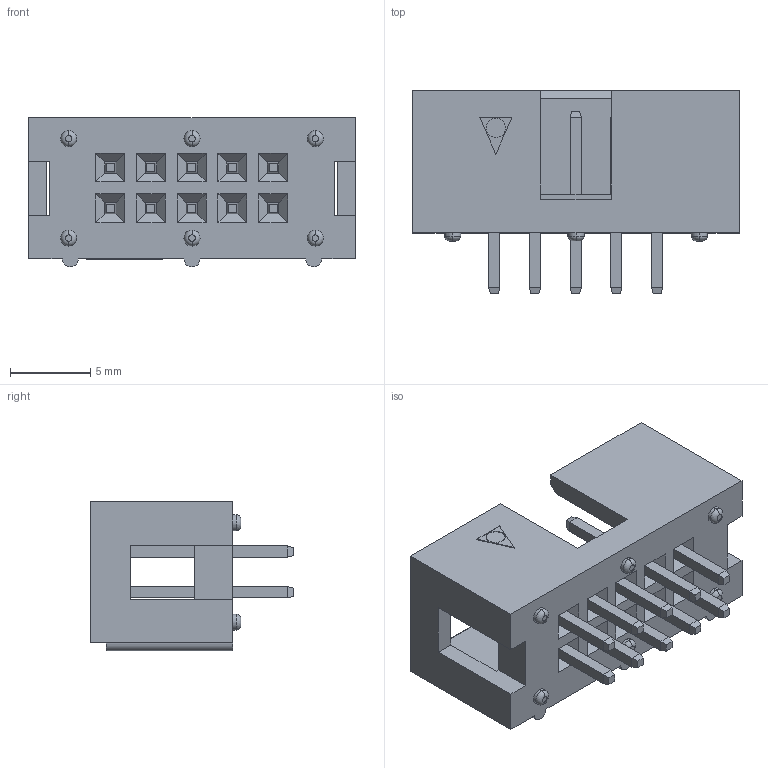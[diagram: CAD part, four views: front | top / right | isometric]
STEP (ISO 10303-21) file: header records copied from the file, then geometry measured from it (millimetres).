
FILE_DESCRIPTION (( 'STEP AP214' ), '1' );
FILE_NAME ('User Library-IDC-10MS.STEP', '2018-10-22T21:32:37', ( '' ), ( '' ), 'SwSTEP 2.0', 'SolidWorks 2018', '' );
FILE_SCHEMA (( 'AUTOMOTIVE_DESIGN' ));
Length unit declared in the file: millimetre
Products named in the file (3): User Library-IDC-10MS_Case IDC-10MS___ _________; User Library-IDC-10MS_Pin 1___ _________; User Library-IDC-10MS
Assembly tree (11 placements, depth 2):
  User Library-IDC-10MS
    User Library-IDC-10MS_Case IDC-10MS___ _________
    User Library-IDC-10MS_Pin 1___ _________  x10
Bounding box: 20.4 x 12.7 x 9.35 mm (x, y, z)
Volume: 804.1 mm3; surface area: 1478.1 mm2
Topology: 11 solids, 11 shells, 296 faces, 656 edges, 402 vertices
Faces by surface type: plane 246, cylinder 20, bspline 18, torus 12
Entity records: 5958 total; most frequent: CARTESIAN_POINT 1920, ORIENTED_EDGE 808, DIRECTION 764, EDGE_CURVE 404, VECTOR 304, LINE 304, VERTEX_POINT 258, AXIS2_PLACEMENT_3D 230
